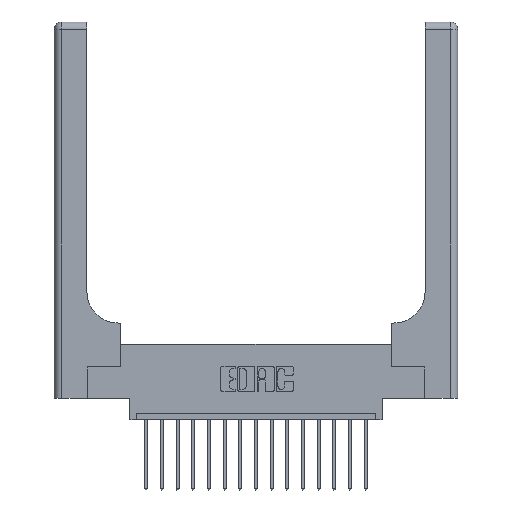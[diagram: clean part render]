
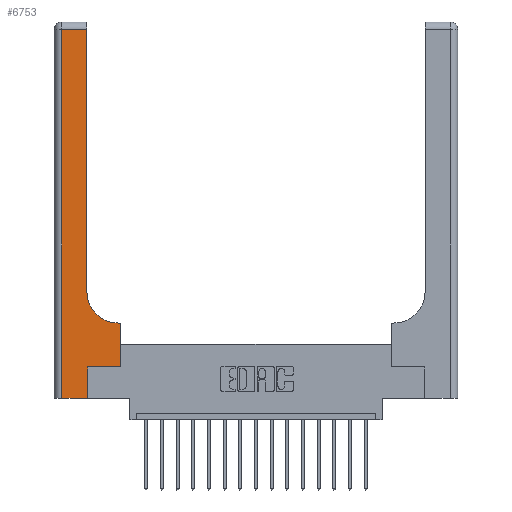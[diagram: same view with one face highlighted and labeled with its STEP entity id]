
A CAD part, top view. The second image highlights one B-rep face of the part: STEP entity #6753.
In plain terms, the highlighted planar face has unit normal (0, 0, 1).
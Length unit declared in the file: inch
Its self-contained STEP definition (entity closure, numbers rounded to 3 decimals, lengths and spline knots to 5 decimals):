
#245 = CARTESIAN_POINT ( 'NONE',  ( 0.26, 0.6, 0.37 ) ) ;
#260 = LINE ( 'NONE', #6050, #7839 ) ;
#342 = AXIS2_PLACEMENT_3D ( 'NONE', #13258, #17427, #1999 ) ;
#636 = LINE ( 'NONE', #13505, #3337 ) ;
#655 = VERTEX_POINT ( 'NONE', #5302 ) ;
#799 = VERTEX_POINT ( 'NONE', #16050 ) ;
#1995 = ORIENTED_EDGE ( 'NONE', *, *, #17291, .T. ) ;
#1999 = DIRECTION ( 'NONE',  ( -1., 0., 0. ) ) ;
#2286 = DIRECTION ( 'NONE',  ( 0., -1., 0. ) ) ;
#2371 = ORIENTED_EDGE ( 'NONE', *, *, #17241, .T. ) ;
#2648 = ORIENTED_EDGE ( 'NONE', *, *, #5352, .T. ) ;
#2732 = AXIS2_PLACEMENT_3D ( 'NONE', #6867, #12652, #6774 ) ;
#2807 = LINE ( 'NONE', #3279, #10879 ) ;
#3279 = CARTESIAN_POINT ( 'NONE',  ( 0.26, 3., 0.37 ) ) ;
#3337 = VECTOR ( 'NONE', #5105, 39.37008 ) ;
#4458 = VECTOR ( 'NONE', #10941, 39.37008 ) ;
#4642 = VECTOR ( 'NONE', #13395, 39.37008 ) ;
#4736 = ORIENTED_EDGE ( 'NONE', *, *, #5388, .T. ) ;
#5105 = DIRECTION ( 'NONE',  ( 0., 1., 0. ) ) ;
#5192 = CARTESIAN_POINT ( 'NONE',  ( 0., 0., 0.37 ) ) ;
#5280 = VECTOR ( 'NONE', #2286, 39.37008 ) ;
#5302 = CARTESIAN_POINT ( 'NONE',  ( 0.26, 2.94, 0.37 ) ) ;
#5352 = EDGE_CURVE ( 'NONE', #14679, #5594, #260, .T. ) ;
#5388 = EDGE_CURVE ( 'NONE', #12231, #655, #2807, .T. ) ;
#5396 = EDGE_CURVE ( 'NONE', #5594, #7625, #636, .T. ) ;
#5523 = EDGE_CURVE ( 'NONE', #11699, #12231, #10898, .T. ) ;
#5594 = VERTEX_POINT ( 'NONE', #14140 ) ;
#5991 = PLANE ( 'NONE',  #342 ) ;
#6050 = CARTESIAN_POINT ( 'NONE',  ( 0.265, 0.25, 0.37 ) ) ;
#6698 = CARTESIAN_POINT ( 'NONE',  ( 0.26, 0.85, 0.37 ) ) ;
#6753 = ADVANCED_FACE ( 'NONE', ( #16088 ), #5991, .F. ) ;
#6774 = DIRECTION ( 'NONE',  ( 1., 0., 0. ) ) ;
#6787 = VECTOR ( 'NONE', #16626, 39.37008 ) ;
#6867 = CARTESIAN_POINT ( 'NONE',  ( 0.51, 0.85, 0.37 ) ) ;
#6916 = CARTESIAN_POINT ( 'NONE',  ( 0., 2.94, 0.37 ) ) ;
#7495 = CARTESIAN_POINT ( 'NONE',  ( 0.265, 0.25, 0.37 ) ) ;
#7619 = DIRECTION ( 'NONE',  ( 0., 1., 0. ) ) ;
#7625 = VERTEX_POINT ( 'NONE', #16397 ) ;
#7802 = LINE ( 'NONE', #5192, #4458 ) ;
#7839 = VECTOR ( 'NONE', #11803, 39.37008 ) ;
#8431 = EDGE_CURVE ( 'NONE', #14079, #14679, #12093, .T. ) ;
#8657 = CARTESIAN_POINT ( 'NONE',  ( 0.265, 0., 0.37 ) ) ;
#9152 = CARTESIAN_POINT ( 'NONE',  ( 0.265, 0., 0.37 ) ) ;
#10619 = LINE ( 'NONE', #15242, #5280 ) ;
#10643 = LINE ( 'NONE', #245, #4642 ) ;
#10879 = VECTOR ( 'NONE', #7619, 39.37008 ) ;
#10898 = CIRCLE ( 'NONE', #2732, 0.25 ) ;
#10941 = DIRECTION ( 'NONE',  ( 1., 0., 0. ) ) ;
#11699 = VERTEX_POINT ( 'NONE', #16846 ) ;
#11803 = DIRECTION ( 'NONE',  ( 1., 0., 0. ) ) ;
#12093 = LINE ( 'NONE', #9152, #6787 ) ;
#12231 = VERTEX_POINT ( 'NONE', #6698 ) ;
#12437 = ORIENTED_EDGE ( 'NONE', *, *, #8431, .T. ) ;
#12512 = LINE ( 'NONE', #6916, #13420 ) ;
#12559 = EDGE_CURVE ( 'NONE', #13927, #14079, #7802, .T. ) ;
#12652 = DIRECTION ( 'NONE',  ( 0., 0., -1. ) ) ;
#13258 = CARTESIAN_POINT ( 'NONE',  ( 0., 3., 0.37 ) ) ;
#13395 = DIRECTION ( 'NONE',  ( -1., 0., 0. ) ) ;
#13420 = VECTOR ( 'NONE', #18374, 39.37008 ) ;
#13505 = CARTESIAN_POINT ( 'NONE',  ( 0.528, 0.25, 0.37 ) ) ;
#13783 = CARTESIAN_POINT ( 'NONE',  ( 0.06, 0., 0.37 ) ) ;
#13927 = VERTEX_POINT ( 'NONE', #13783 ) ;
#14079 = VERTEX_POINT ( 'NONE', #8657 ) ;
#14140 = CARTESIAN_POINT ( 'NONE',  ( 0.528, 0.25, 0.37 ) ) ;
#14245 = ORIENTED_EDGE ( 'NONE', *, *, #5396, .T. ) ;
#14515 = ORIENTED_EDGE ( 'NONE', *, *, #12559, .T. ) ;
#14679 = VERTEX_POINT ( 'NONE', #7495 ) ;
#14712 = EDGE_LOOP ( 'NONE', ( #4736, #1995, #2371, #14515, #12437, #2648, #14245, #17901, #16180 ) ) ;
#15242 = CARTESIAN_POINT ( 'NONE',  ( 0.06, 3., 0.37 ) ) ;
#15300 = EDGE_CURVE ( 'NONE', #7625, #11699, #10643, .T. ) ;
#16050 = CARTESIAN_POINT ( 'NONE',  ( 0.06, 2.94, 0.37 ) ) ;
#16088 = FACE_OUTER_BOUND ( 'NONE', #14712, .T. ) ;
#16180 = ORIENTED_EDGE ( 'NONE', *, *, #5523, .T. ) ;
#16397 = CARTESIAN_POINT ( 'NONE',  ( 0.528, 0.6, 0.37 ) ) ;
#16626 = DIRECTION ( 'NONE',  ( 0., 1., 0. ) ) ;
#16846 = CARTESIAN_POINT ( 'NONE',  ( 0.51, 0.6, 0.37 ) ) ;
#17241 = EDGE_CURVE ( 'NONE', #799, #13927, #10619, .T. ) ;
#17291 = EDGE_CURVE ( 'NONE', #655, #799, #12512, .T. ) ;
#17427 = DIRECTION ( 'NONE',  ( 0., 0., -1. ) ) ;
#17901 = ORIENTED_EDGE ( 'NONE', *, *, #15300, .T. ) ;
#18374 = DIRECTION ( 'NONE',  ( -1., 0., 0. ) ) ;
